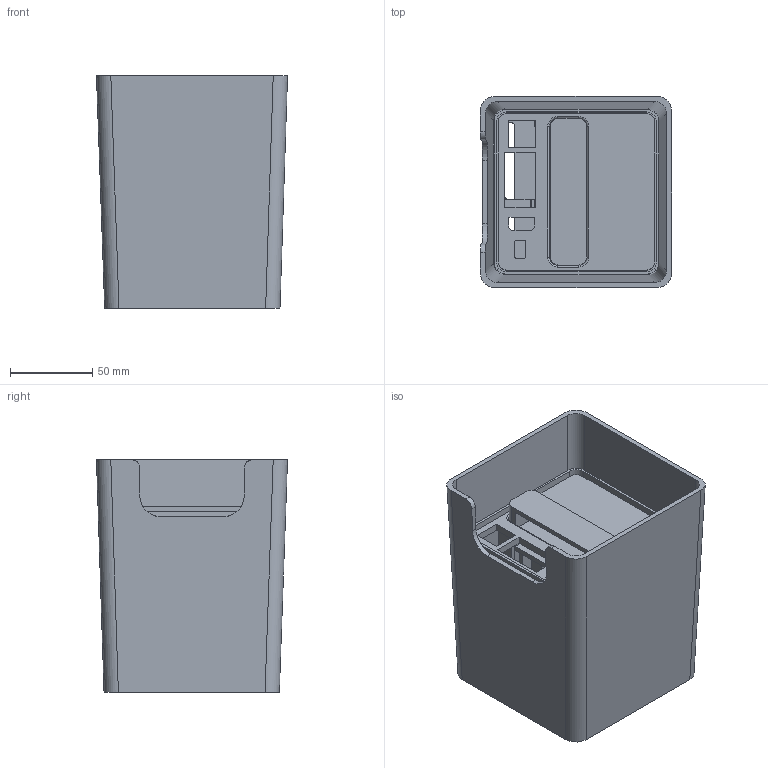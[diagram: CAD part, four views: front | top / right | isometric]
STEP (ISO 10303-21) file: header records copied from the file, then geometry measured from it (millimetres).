
FILE_DESCRIPTION(/* description */ (''),/* implementation_level */ '2;1');
FILE_NAME(/* name */ 'mini-P4-Cube.step',/* time_stamp */ '2020-08-02T01:53:20+09:00',/* author */ (''),/* organization */ (''),/* preprocessor_version */ 'ST-DEVELOPER v18.1',/* originating_system */ 'Autodesk Translation Framework v9.3.0.1241',/* authorisation */ '');
FILE_SCHEMA (('AUTOMOTIVE_DESIGN { 1 0 10303 214 3 1 1 }'));
Length unit declared in the file: millimetre
Products named in the file (1): P4-Cube
Bounding box: 116 x 116 x 141 mm (x, y, z)
Volume: 365989.7 mm3; surface area: 291358 mm2
Topology: 13 solids, 13 shells, 438 faces, 1211 edges, 790 vertices
Faces by surface type: plane 304, cylinder 122, cone 8, torus 4
Full cylindrical faces by diameter (mm): 2 x3, 3 x6, 4 x4, 5 x2
Entity records: 14020 total; most frequent: CARTESIAN_POINT 2456, ORIENTED_EDGE 2422, DIRECTION 2345, EDGE_CURVE 1211, LINE 939, VECTOR 939, VERTEX_POINT 790, AXIS2_PLACEMENT_3D 703
